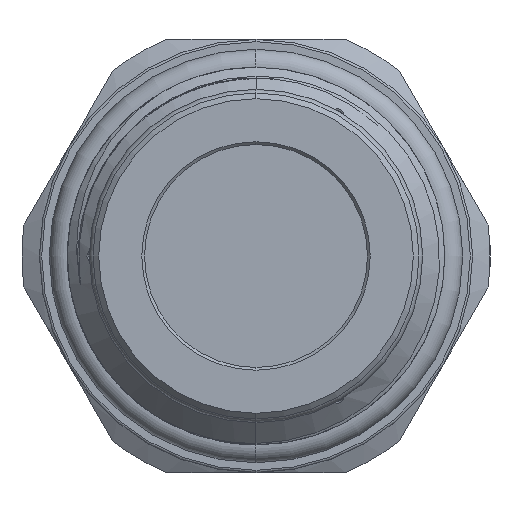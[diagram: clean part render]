
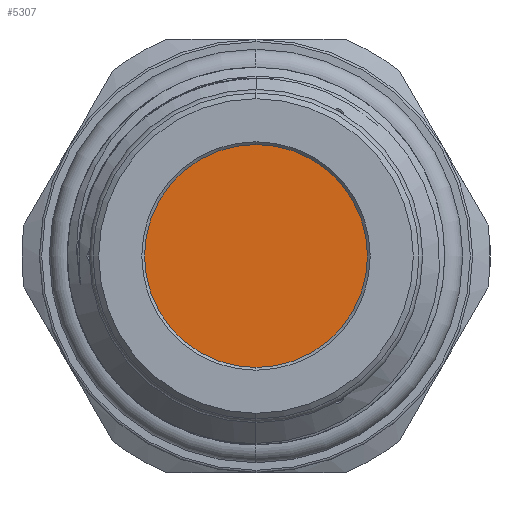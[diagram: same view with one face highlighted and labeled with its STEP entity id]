
A CAD part, left-side view. The second image highlights one B-rep face of the part: STEP entity #5307.
In plain terms, the highlighted planar face has unit normal (-1, 0, 0).
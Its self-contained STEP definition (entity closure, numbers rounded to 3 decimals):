
#29 = EDGE_LOOP ( 'NONE', ( #5046, #3022 ) ) ;
#162 = CARTESIAN_POINT ( 'NONE',  ( 0.243, 0., 0. ) ) ;
#509 = VERTEX_POINT ( 'NONE', #6536 ) ;
#559 = DIRECTION ( 'NONE',  ( 1., 0., 0. ) ) ;
#772 = CARTESIAN_POINT ( 'NONE',  ( 0.243, 0., 9.782 ) ) ;
#1254 = CIRCLE ( 'NONE', #4574, 9.782 ) ;
#1264 = DIRECTION ( 'NONE',  ( -1., 0., 0. ) ) ;
#1945 = AXIS2_PLACEMENT_3D ( 'NONE', #3128, #559, #4189 ) ;
#2798 = VERTEX_POINT ( 'NONE', #772 ) ;
#2874 = DIRECTION ( 'NONE',  ( 0., 0., 1. ) ) ;
#3022 = ORIENTED_EDGE ( 'NONE', *, *, #5883, .F. ) ;
#3128 = CARTESIAN_POINT ( 'NONE',  ( 0.243, 0., 0. ) ) ;
#3334 = CARTESIAN_POINT ( 'NONE',  ( 0.243, 0., 0. ) ) ;
#3367 = PLANE ( 'NONE',  #6299 ) ;
#3812 = DIRECTION ( 'NONE',  ( 1., 0., 0. ) ) ;
#4189 = DIRECTION ( 'NONE',  ( 0., 0., 1. ) ) ;
#4410 = EDGE_CURVE ( 'NONE', #2798, #509, #4421, .T. ) ;
#4421 = CIRCLE ( 'NONE', #1945, 9.782 ) ;
#4574 = AXIS2_PLACEMENT_3D ( 'NONE', #162, #3812, #6370 ) ;
#5046 = ORIENTED_EDGE ( 'NONE', *, *, #4410, .F. ) ;
#5307 = ADVANCED_FACE ( 'NONE', ( #5529 ), #3367, .T. ) ;
#5529 = FACE_OUTER_BOUND ( 'NONE', #29, .T. ) ;
#5883 = EDGE_CURVE ( 'NONE', #509, #2798, #1254, .T. ) ;
#6299 = AXIS2_PLACEMENT_3D ( 'NONE', #3334, #1264, #2874 ) ;
#6370 = DIRECTION ( 'NONE',  ( 0., 0., 1. ) ) ;
#6536 = CARTESIAN_POINT ( 'NONE',  ( 0.243, 0., -9.782 ) ) ;
